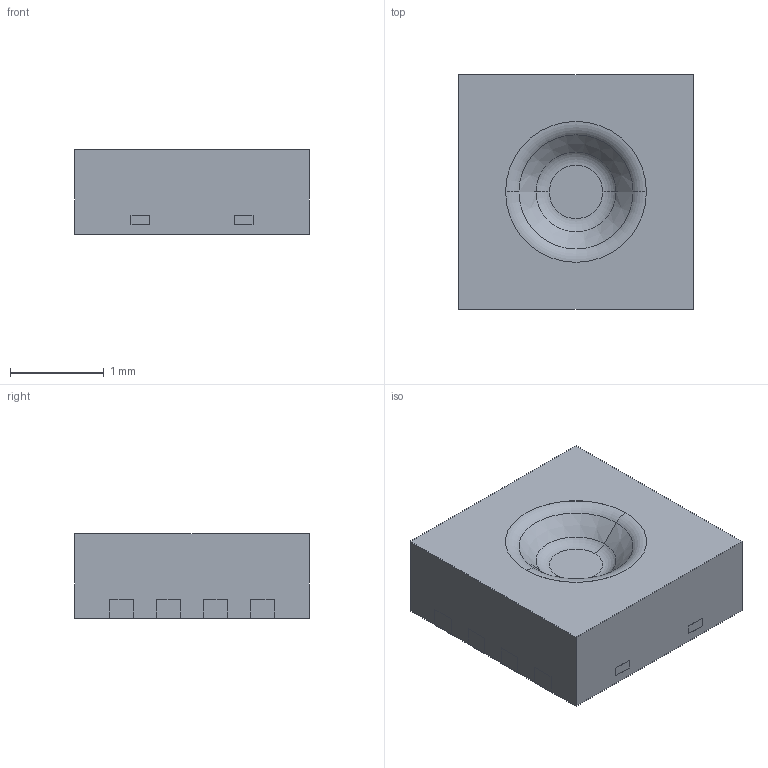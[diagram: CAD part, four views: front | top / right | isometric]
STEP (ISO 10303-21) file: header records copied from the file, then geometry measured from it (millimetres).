
FILE_DESCRIPTION(('FreeCAD Model'),'2;1');
FILE_NAME('_01742010_cp.step','2019-06-07T14:54:10',( 'kicad StepUp'),('ksu MCAD'),'Open CASCADE STEP processor 7.3', 'FreeCAD','Unknown');
FILE_SCHEMA(('AUTOMOTIVE_DESIGN { 1 0 10303 214 1 1 1 1 }'));
Length unit declared in the file: millimetre
Products named in the file (1): _01742010_cp
Bounding box: 2.5 x 2.5 x 0.9 mm (x, y, z)
Surface area: 29.9 mm2
Topology: 10 solids, 10 shells, 90 faces, 189 edges, 124 vertices
Faces by surface type: plane 74, cylinder 10, torus 4, cone 2
Entity records: 3000 total; most frequent: CARTESIAN_POINT 404, DIRECTION 401, ORIENTED_EDGE 378, EDGE_CURVE 189, LINE 159, VECTOR 159, VERTEX_POINT 124, AXIS2_PLACEMENT_3D 121
